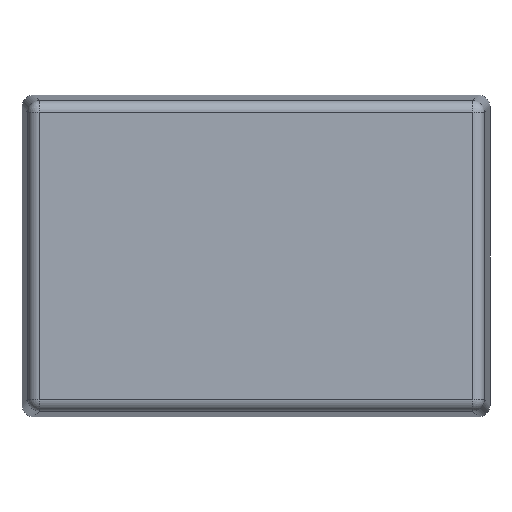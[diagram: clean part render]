
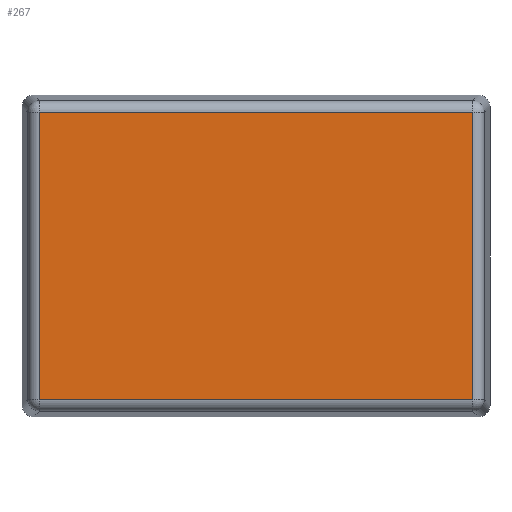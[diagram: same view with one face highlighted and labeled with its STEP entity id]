
A CAD part, top view. The second image highlights one B-rep face of the part: STEP entity #267.
In plain terms, the highlighted planar face has unit normal (0, 0, 1).
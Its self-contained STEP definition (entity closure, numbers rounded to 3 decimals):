
#17=PLANE('',#315);
#26=LINE('',#438,#46);
#32=LINE('',#467,#52);
#34=LINE('',#470,#54);
#36=LINE('',#473,#56);
#46=VECTOR('',#352,10.);
#52=VECTOR('',#384,10.);
#54=VECTOR('',#388,10.);
#56=VECTOR('',#392,10.);
#87=FACE_OUTER_BOUND('',#105,.T.);
#105=EDGE_LOOP('',(#229,#230,#231,#232));
#122=VERTEX_POINT('',#412);
#127=VERTEX_POINT('',#425);
#132=VERTEX_POINT('',#441);
#137=VERTEX_POINT('',#454);
#154=EDGE_CURVE('',#122,#127,#26,.T.);
#168=EDGE_CURVE('',#127,#137,#32,.T.);
#170=EDGE_CURVE('',#137,#132,#34,.T.);
#172=EDGE_CURVE('',#132,#122,#36,.T.);
#229=ORIENTED_EDGE('',*,*,#154,.F.);
#230=ORIENTED_EDGE('',*,*,#172,.F.);
#231=ORIENTED_EDGE('',*,*,#170,.F.);
#232=ORIENTED_EDGE('',*,*,#168,.F.);
#267=ADVANCED_FACE('',(#87),#17,.T.);
#315=AXIS2_PLACEMENT_3D('',#478,#399,#400);
#352=DIRECTION('',(0.,1.,0.));
#384=DIRECTION('',(1.,0.,0.));
#388=DIRECTION('',(0.,-1.,0.));
#392=DIRECTION('',(-1.,0.,0.));
#399=DIRECTION('center_axis',(0.,0.,1.));
#400=DIRECTION('ref_axis',(-1.,0.,0.));
#412=CARTESIAN_POINT('',(-0.741,-0.491,0.4));
#425=CARTESIAN_POINT('',(-0.741,0.491,0.4));
#438=CARTESIAN_POINT('',(-0.741,-0.275,0.4));
#441=CARTESIAN_POINT('',(0.741,-0.491,0.4));
#454=CARTESIAN_POINT('',(0.741,0.491,0.4));
#467=CARTESIAN_POINT('',(-0.4,0.491,0.4));
#470=CARTESIAN_POINT('',(0.741,0.275,0.4));
#473=CARTESIAN_POINT('',(0.4,-0.491,0.4));
#478=CARTESIAN_POINT('Origin',(0.,0.,
0.4));
